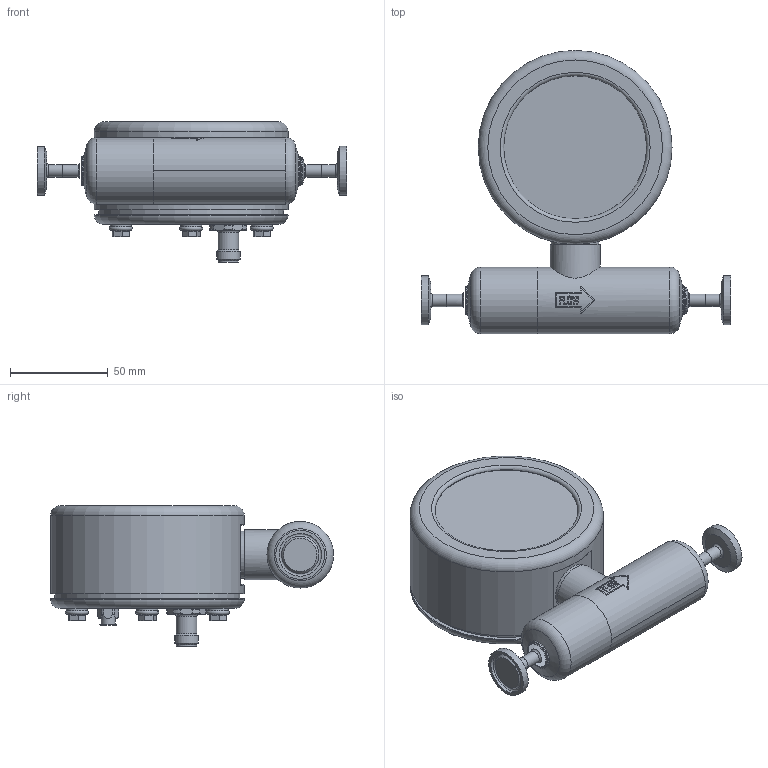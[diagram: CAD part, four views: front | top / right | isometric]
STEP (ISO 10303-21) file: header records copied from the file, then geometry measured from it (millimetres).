
FILE_DESCRIPTION(/* description */ (''),/* implementation_level */ '2;1');
FILE_NAME(/* name */ 'ES-103I – Mk II 1-4” Triclamp flanges.stp',/* time_stamp */ '2021-05-03T13:27:24+02:00',/* author */ ('M-Huiskes'),/* organization */ (''),/* preprocessor_version */ 'ST-DEVELOPER v18.1',/* originating_system */ 'Autodesk Inventor 2021',/* authorisation */ '');
FILE_SCHEMA (('AUTOMOTIVE_DESIGN { 1 0 10303 214 3 1 1 }'));
Length unit declared in the file: millimetre
Products named in the file (1): Part3
Bounding box: 158 x 144.6 x 71.65 mm (x, y, z)
Volume: 495485.5 mm3; surface area: 55236.6 mm2
Topology: 2 solids, 7 shells, 397 faces, 987 edges, 641 vertices
Faces by surface type: plane 172, cylinder 93, bspline 57, cone 40, torus 27, sphere 8
Full cylindrical faces by diameter (mm): 1 x8, 1.1 x4, 5.6 x1, 6.35 x4, 7.1 x1, 8.25 x1, 10.25 x1, 10.5 x1, 10.7 x4, 12 x1, 13.6 x1, 14.6 x2, 21.8 x2, 24.3 x1, 25 x2, 25.5 x1, 34 x1, 73 x1, 83 x1, 94.4 x1, 99 x1
Entity records: 14278 total; most frequent: CARTESIAN_POINT 4670, ORIENTED_EDGE 1958, DIRECTION 1801, EDGE_CURVE 979, AXIS2_PLACEMENT_3D 710, VERTEX_POINT 641, EDGE_LOOP 444, FACE_OUTER_BOUND 397
